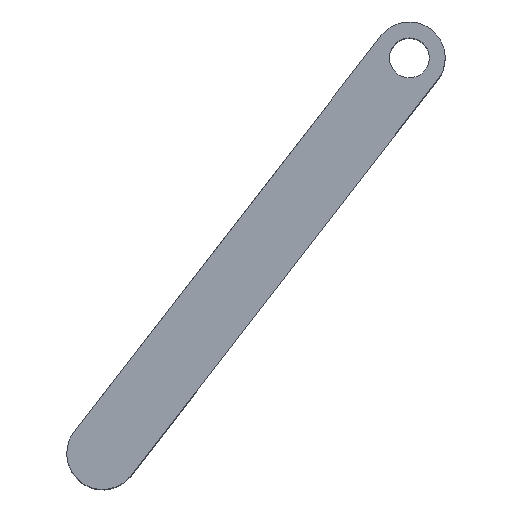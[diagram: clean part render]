
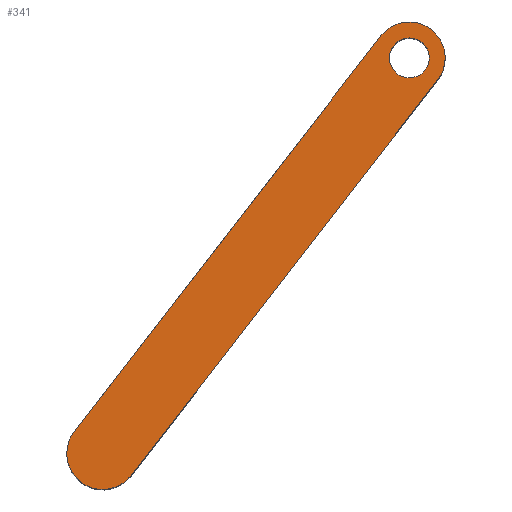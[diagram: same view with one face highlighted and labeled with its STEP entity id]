
A CAD part, top view. The second image highlights one B-rep face of the part: STEP entity #341.
In plain terms, the highlighted planar face has unit normal (0, 0, 1).
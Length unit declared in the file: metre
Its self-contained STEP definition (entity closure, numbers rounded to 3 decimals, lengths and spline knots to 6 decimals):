
#19=PLANE('',#391);
#31=LINE('',#545,#55);
#36=LINE('',#555,#60);
#55=VECTOR('',#435,1.);
#60=VECTOR('',#442,1.);
#131=ORIENTED_EDGE('',*,*,#189,.T.);
#132=ORIENTED_EDGE('',*,*,#174,.T.);
#133=ORIENTED_EDGE('',*,*,#197,.T.);
#134=ORIENTED_EDGE('',*,*,#179,.F.);
#135=ORIENTED_EDGE('',*,*,#199,.F.);
#174=EDGE_CURVE('',#218,#217,#31,.T.);
#179=EDGE_CURVE('',#221,#222,#36,.T.);
#189=EDGE_CURVE('',#221,#218,#245,.T.);
#197=EDGE_CURVE('',#217,#222,#249,.T.);
#199=EDGE_CURVE('',#233,#233,#251,.T.);
#217=VERTEX_POINT('',#544);
#218=VERTEX_POINT('',#546);
#221=VERTEX_POINT('',#554);
#222=VERTEX_POINT('',#556);
#233=VERTEX_POINT('',#594);
#245=CIRCLE('',#379,0.0045);
#249=CIRCLE('',#387,0.0045);
#251=CIRCLE('',#390,0.0025);
#274=EDGE_LOOP('',(#131,#132,#133,#134));
#275=EDGE_LOOP('',(#135));
#306=FACE_BOUND('',#274,.T.);
#307=FACE_BOUND('',#275,.T.);
#341=ADVANCED_FACE('',(#306,#307),#19,.T.);
#379=AXIS2_PLACEMENT_3D('',#574,#458,#459);
#387=AXIS2_PLACEMENT_3D('',#589,#478,#479);
#390=AXIS2_PLACEMENT_3D('',#593,#484,#485);
#391=AXIS2_PLACEMENT_3D('',#595,#486,#487);
#435=DIRECTION('',(0.612,0.79,0.));
#442=DIRECTION('',(0.612,0.79,0.));
#458=DIRECTION('',(0.,0.,1.));
#459=DIRECTION('',(1.,0.,0.));
#478=DIRECTION('',(0.,0.,1.));
#479=DIRECTION('',(1.,0.,0.));
#484=DIRECTION('',(0.,0.,1.));
#485=DIRECTION('',(1.,0.,0.));
#486=DIRECTION('',(0.,0.,1.));
#487=DIRECTION('',(1.,0.,0.));
#544=CARTESIAN_POINT('',(0.003557,-0.04034,-0.039714));
#545=CARTESIAN_POINT('',(-0.031766,-0.085927,-0.039714));
#546=CARTESIAN_POINT('',(-0.034841,-0.089896,-0.039714));
#554=CARTESIAN_POINT('',(-0.041956,-0.084383,-0.039714));
#555=CARTESIAN_POINT('',(-0.036453,-0.077283,-0.039714));
#556=CARTESIAN_POINT('',(-0.003557,-0.034828,-0.039714));
#574=CARTESIAN_POINT('',(-0.038399,-0.08714,-0.039714));
#589=CARTESIAN_POINT('',(0.,-0.037584,-0.039714));
#593=CARTESIAN_POINT('',(0.,-0.037584,-0.039714));
#594=CARTESIAN_POINT('',(0.0025,-0.037584,-0.039714));
#595=CARTESIAN_POINT('',(-0.011449,-0.058584,-0.039714));
